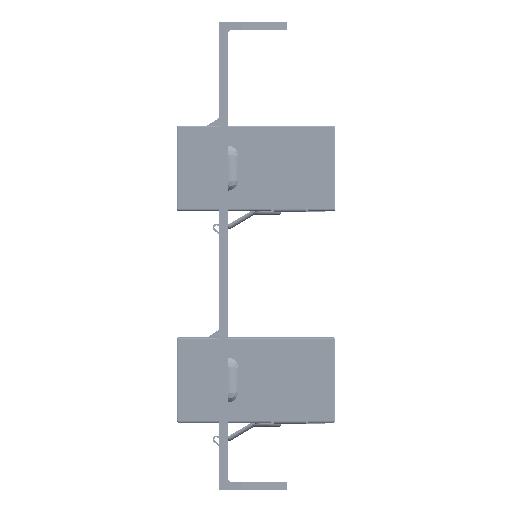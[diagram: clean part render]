
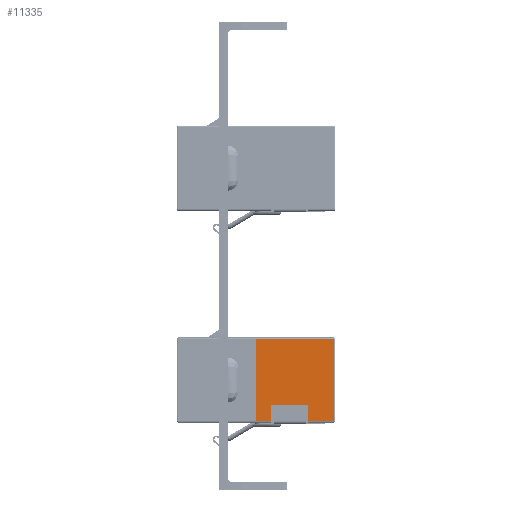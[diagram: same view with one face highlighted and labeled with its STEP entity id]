
A CAD part, left-side view. The second image highlights one B-rep face of the part: STEP entity #11335.
In plain terms, the highlighted face is planar.
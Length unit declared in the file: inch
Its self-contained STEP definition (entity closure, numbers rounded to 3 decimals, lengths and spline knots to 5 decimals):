
#670 = VERTEX_POINT ( 'NONE', #18579 ) ;
#4315 = VECTOR ( 'NONE', #30488, 39.37008 ) ;
#4761 = VECTOR ( 'NONE', #47699, 39.37008 ) ;
#4865 = LINE ( 'NONE', #12336, #28685 ) ;
#5165 = VERTEX_POINT ( 'NONE', #43480 ) ;
#5185 = LINE ( 'NONE', #51458, #30588 ) ;
#5407 = LINE ( 'NONE', #32320, #44283 ) ;
#5955 = LINE ( 'NONE', #64132, #44828 ) ;
#8624 = CARTESIAN_POINT ( 'NONE',  ( 0.2874, -0.38924, 0.18701 ) ) ;
#8977 = VERTEX_POINT ( 'NONE', #44120 ) ;
#10514 = EDGE_CURVE ( 'NONE', #5165, #51249, #45974, .T. ) ;
#11335 = ADVANCED_FACE ( 'NONE', ( #15789 ), #22046, .F. ) ;
#12241 = CARTESIAN_POINT ( 'NONE',  ( 0.2874, -0.38924, 0.18701 ) ) ;
#12336 = CARTESIAN_POINT ( 'NONE',  ( 0.2874, 0.59055, 0.30512 ) ) ;
#12680 = CARTESIAN_POINT ( 'NONE',  ( 0.2874, -0.57874, -0.30512 ) ) ;
#15789 = FACE_OUTER_BOUND ( 'NONE', #45057, .T. ) ;
#17429 = DIRECTION ( 'NONE',  ( 0., -1., 0. ) ) ;
#18579 = CARTESIAN_POINT ( 'NONE',  ( 0.2874, -0.00197, 0.30512 ) ) ;
#19306 = VERTEX_POINT ( 'NONE', #8624 ) ;
#19503 = EDGE_CURVE ( 'NONE', #670, #53302, #5185, .T. ) ;
#19704 = CARTESIAN_POINT ( 'NONE',  ( 0.2874, -0.11487, 0.31693 ) ) ;
#19880 = EDGE_CURVE ( 'NONE', #8977, #28820, #5955, .T. ) ;
#21656 = VECTOR ( 'NONE', #36308, 39.37008 ) ;
#22046 = PLANE ( 'NONE',  #64426 ) ;
#22206 = VECTOR ( 'NONE', #29857, 39.37008 ) ;
#27133 = DIRECTION ( 'NONE',  ( -1., 0., 0. ) ) ;
#28685 = VECTOR ( 'NONE', #17429, 39.37008 ) ;
#28723 = VERTEX_POINT ( 'NONE', #46841 ) ;
#28820 = VERTEX_POINT ( 'NONE', #12680 ) ;
#29857 = DIRECTION ( 'NONE',  ( 0., 0., 1. ) ) ;
#30488 = DIRECTION ( 'NONE',  ( 0., -1., 0. ) ) ;
#30588 = VECTOR ( 'NONE', #56557, 39.37008 ) ;
#31194 = CARTESIAN_POINT ( 'NONE',  ( 0.2874, -0.38924, 0.31693 ) ) ;
#32320 = CARTESIAN_POINT ( 'NONE',  ( 0.2874, 0.59055, -0.30512 ) ) ;
#33431 = EDGE_CURVE ( 'NONE', #28723, #8977, #4865, .T. ) ;
#34498 = LINE ( 'NONE', #55370, #4315 ) ;
#36308 = DIRECTION ( 'NONE',  ( 0., 0., -1. ) ) ;
#36655 = ORIENTED_EDGE ( 'NONE', *, *, #53889, .F. ) ;
#36697 = LINE ( 'NONE', #31194, #21656 ) ;
#37086 = CARTESIAN_POINT ( 'NONE',  ( 0.2874, 0.59055, -0.31693 ) ) ;
#37139 = ORIENTED_EDGE ( 'NONE', *, *, #65063, .T. ) ;
#40020 = ORIENTED_EDGE ( 'NONE', *, *, #33431, .T. ) ;
#40303 = ORIENTED_EDGE ( 'NONE', *, *, #19503, .F. ) ;
#40682 = ORIENTED_EDGE ( 'NONE', *, *, #62024, .T. ) ;
#43480 = CARTESIAN_POINT ( 'NONE',  ( 0.2874, -0.11487, 0.18701 ) ) ;
#43640 = LINE ( 'NONE', #12241, #4761 ) ;
#44120 = CARTESIAN_POINT ( 'NONE',  ( 0.2874, -0.57874, 0.30512 ) ) ;
#44283 = VECTOR ( 'NONE', #57903, 39.37008 ) ;
#44828 = VECTOR ( 'NONE', #54058, 39.37008 ) ;
#45057 = EDGE_LOOP ( 'NONE', ( #40303, #37139, #55978, #65708, #36655, #40020, #53693, #40682 ) ) ;
#45974 = LINE ( 'NONE', #19704, #22206 ) ;
#46841 = CARTESIAN_POINT ( 'NONE',  ( 0.2874, -0.38924, 0.30512 ) ) ;
#47699 = DIRECTION ( 'NONE',  ( 0., 1., 0. ) ) ;
#49650 = CARTESIAN_POINT ( 'NONE',  ( 0.2874, -0.11487, 0.30512 ) ) ;
#50959 = CARTESIAN_POINT ( 'NONE',  ( 0.2874, -0.00197, -0.30512 ) ) ;
#51249 = VERTEX_POINT ( 'NONE', #49650 ) ;
#51458 = CARTESIAN_POINT ( 'NONE',  ( 0.2874, -0.00197, 0.31693 ) ) ;
#53302 = VERTEX_POINT ( 'NONE', #50959 ) ;
#53693 = ORIENTED_EDGE ( 'NONE', *, *, #19880, .T. ) ;
#53889 = EDGE_CURVE ( 'NONE', #28723, #19306, #36697, .T. ) ;
#54058 = DIRECTION ( 'NONE',  ( 0., 0., -1. ) ) ;
#55370 = CARTESIAN_POINT ( 'NONE',  ( 0.2874, 0.59055, 0.30512 ) ) ;
#55978 = ORIENTED_EDGE ( 'NONE', *, *, #10514, .F. ) ;
#56043 = EDGE_CURVE ( 'NONE', #19306, #5165, #43640, .T. ) ;
#56557 = DIRECTION ( 'NONE',  ( 0., 0., -1. ) ) ;
#57903 = DIRECTION ( 'NONE',  ( 0., 1., 0. ) ) ;
#62024 = EDGE_CURVE ( 'NONE', #28820, #53302, #5407, .T. ) ;
#62720 = DIRECTION ( 'NONE',  ( 0., 0., 1. ) ) ;
#64132 = CARTESIAN_POINT ( 'NONE',  ( 0.2874, -0.57874, -0.31693 ) ) ;
#64426 = AXIS2_PLACEMENT_3D ( 'NONE', #37086, #27133, #62720 ) ;
#65063 = EDGE_CURVE ( 'NONE', #670, #51249, #34498, .T. ) ;
#65708 = ORIENTED_EDGE ( 'NONE', *, *, #56043, .F. ) ;
